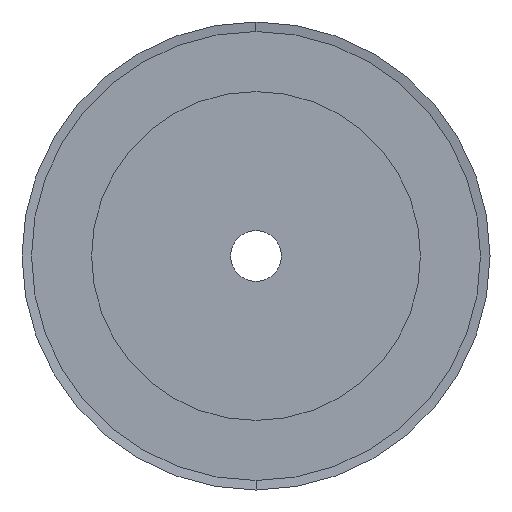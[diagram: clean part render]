
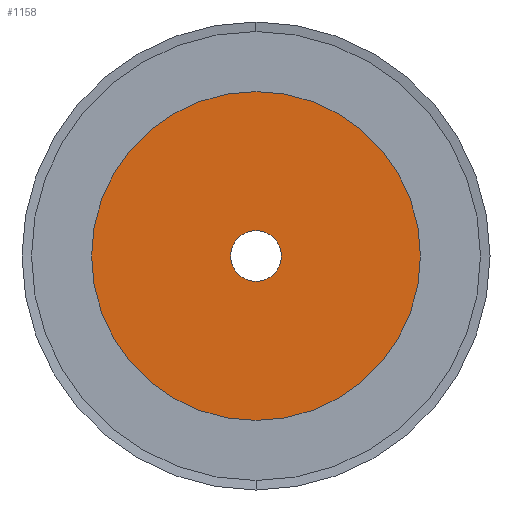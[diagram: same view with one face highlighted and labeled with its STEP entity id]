
A CAD part, left-side view. The second image highlights one B-rep face of the part: STEP entity #1158.
In plain terms, the highlighted planar face has unit normal (-1, 0, 0).
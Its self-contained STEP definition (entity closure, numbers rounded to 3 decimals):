
#1158=ADVANCED_FACE('',(#2316,#2317),#2318,.T.);
#2316=FACE_OUTER_BOUND('',#3468,.T.);
#2317=FACE_BOUND('',#3469,.T.);
#2318=PLANE('',#3470);
#3468=EDGE_LOOP('',(#7194,#7195));
#3469=EDGE_LOOP('',(#7196,#7197));
#3470=AXIS2_PLACEMENT_3D('',#7198,#7199,#7200);
#7194=ORIENTED_EDGE('',*,*,#7227,.F.);
#7195=ORIENTED_EDGE('',*,*,#8687,.F.);
#7196=ORIENTED_EDGE('',*,*,#7214,.T.);
#7197=ORIENTED_EDGE('',*,*,#8693,.T.);
#7198=CARTESIAN_POINT('',(-11.0,0.0,-12.5));
#7199=DIRECTION('',(-1.0,0.0,0.0));
#7200=DIRECTION('',(0.0,0.0,1.0));
#7214=EDGE_CURVE('',#8700,#8704,#8706,.T.);
#7227=EDGE_CURVE('',#8724,#8727,#8728,.T.);
#8687=EDGE_CURVE('',#8727,#8724,#10911,.T.);
#8693=EDGE_CURVE('',#8704,#8700,#10917,.T.);
#8700=VERTEX_POINT('',#10924);
#8704=VERTEX_POINT('',#10929);
#8706=CIRCLE('',#10932,4.0);
#8724=VERTEX_POINT('',#10954);
#8727=VERTEX_POINT('',#10958);
#8728=CIRCLE('',#10959,26.0);
#10911=CIRCLE('',#13683,26.0);
#10917=CIRCLE('',#13689,4.0);
#10924=CARTESIAN_POINT('',(-11.0,0.0,-4.0));
#10929=CARTESIAN_POINT('',(-11.0,0.,4.0));
#10932=AXIS2_PLACEMENT_3D('',#13699,#13700,#13701);
#10954=CARTESIAN_POINT('',(-11.0,0.0,-26.0));
#10958=CARTESIAN_POINT('',(-11.0,0.,26.0));
#10959=AXIS2_PLACEMENT_3D('',#13719,#13720,#13721);
#13683=AXIS2_PLACEMENT_3D('',#15910,#15911,#15912);
#13689=AXIS2_PLACEMENT_3D('',#15916,#15917,#15918);
#13699=CARTESIAN_POINT('',(-11.0,0.0,0.0));
#13700=DIRECTION('',(1.0,-0.0,0.0));
#13701=DIRECTION('',(0.0,0.0,-1.0));
#13719=CARTESIAN_POINT('',(-11.0,0.0,0.0));
#13720=DIRECTION('',(1.0,0.0,0.0));
#13721=DIRECTION('',(0.0,0.0,-1.0));
#15910=CARTESIAN_POINT('',(-11.0,0.0,0.0));
#15911=DIRECTION('',(1.0,0.0,0.0));
#15912=DIRECTION('',(0.0,0.0,-1.0));
#15916=CARTESIAN_POINT('',(-11.0,0.0,0.0));
#15917=DIRECTION('',(1.0,-0.0,0.0));
#15918=DIRECTION('',(0.0,0.0,-1.0));
